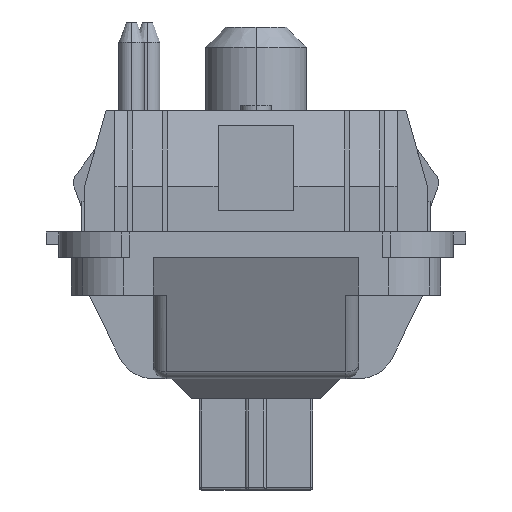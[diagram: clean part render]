
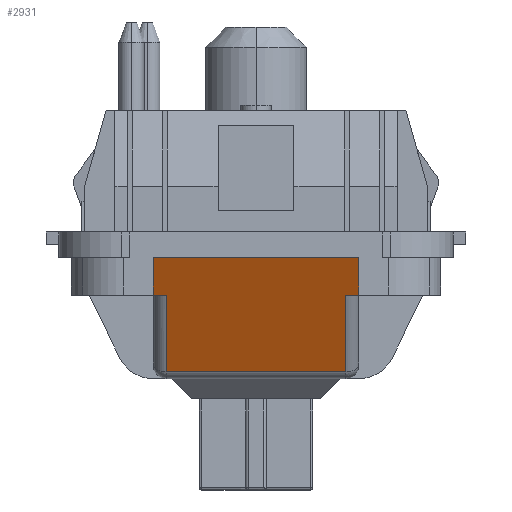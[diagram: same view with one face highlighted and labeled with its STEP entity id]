
A CAD part, left-side view. The second image highlights one B-rep face of the part: STEP entity #2931.
In plain terms, the highlighted planar face has unit normal (-0.902, 0, -0.432).
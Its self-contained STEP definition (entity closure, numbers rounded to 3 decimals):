
#39 = ORIENTED_EDGE ( 'NONE', *, *, #3252, .F. ) ;
#130 = CARTESIAN_POINT ( 'NONE',  ( -5.136, 3.555, -4.516 ) ) ;
#520 = VECTOR ( 'NONE', #3792, 1000. ) ;
#535 = VECTOR ( 'NONE', #1600, 1000. ) ;
#752 = CARTESIAN_POINT ( 'NONE',  ( -7.3, -4.055, 0. ) ) ;
#772 = FACE_OUTER_BOUND ( 'NONE', #4423, .T. ) ;
#1069 = VECTOR ( 'NONE', #8008, 1000. ) ;
#1191 = VERTEX_POINT ( 'NONE', #130 ) ;
#1319 = DIRECTION ( 'NONE',  ( -0.432, 0., 0.902 ) ) ;
#1425 = CARTESIAN_POINT ( 'NONE',  ( -6.581, -3.555, -1.5 ) ) ;
#1489 = VERTEX_POINT ( 'NONE', #8585 ) ;
#1600 = DIRECTION ( 'NONE',  ( 0.432, 0., -0.902 ) ) ;
#1660 = VERTEX_POINT ( 'NONE', #6621 ) ;
#1703 = CARTESIAN_POINT ( 'NONE',  ( -6.581, 3.555, -1.5 ) ) ;
#2810 = EDGE_CURVE ( 'NONE', #9704, #1191, #5310, .T. ) ;
#2931 = ADVANCED_FACE ( 'NONE', ( #772 ), #3198, .F. ) ;
#2949 = CARTESIAN_POINT ( 'NONE',  ( -7.3, 7.3, 0. ) ) ;
#2980 = LINE ( 'NONE', #6954, #9327 ) ;
#3035 = DIRECTION ( 'NONE',  ( 0., -1., 0. ) ) ;
#3124 = CARTESIAN_POINT ( 'NONE',  ( -7.3, -7.3, 0. ) ) ;
#3198 = PLANE ( 'NONE',  #8050 ) ;
#3252 = EDGE_CURVE ( 'NONE', #4922, #1489, #8474, .T. ) ;
#3291 = VERTEX_POINT ( 'NONE', #9871 ) ;
#3400 = DIRECTION ( 'NONE',  ( 0.432, 0., -0.902 ) ) ;
#3405 = LINE ( 'NONE', #8821, #1069 ) ;
#3521 = ORIENTED_EDGE ( 'NONE', *, *, #9348, .T. ) ;
#3792 = DIRECTION ( 'NONE',  ( 0., -1., 0. ) ) ;
#3893 = ORIENTED_EDGE ( 'NONE', *, *, #7063, .T. ) ;
#4044 = EDGE_CURVE ( 'NONE', #7043, #9704, #3405, .T. ) ;
#4423 = EDGE_LOOP ( 'NONE', ( #6170, #4542, #5835, #8693, #3893, #6398, #39, #3521 ) ) ;
#4542 = ORIENTED_EDGE ( 'NONE', *, *, #2810, .T. ) ;
#4557 = VECTOR ( 'NONE', #6512, 1000. ) ;
#4922 = VERTEX_POINT ( 'NONE', #6870 ) ;
#5310 = LINE ( 'NONE', #6149, #7519 ) ;
#5835 = ORIENTED_EDGE ( 'NONE', *, *, #6877, .T. ) ;
#5871 = CARTESIAN_POINT ( 'NONE',  ( -6.581, 4.055, -1.5 ) ) ;
#5955 = DIRECTION ( 'NONE',  ( 0., -1., 0. ) ) ;
#6035 = VECTOR ( 'NONE', #1319, 1000. ) ;
#6149 = CARTESIAN_POINT ( 'NONE',  ( -7.3, 3.555, 0. ) ) ;
#6161 = LINE ( 'NONE', #7688, #520 ) ;
#6170 = ORIENTED_EDGE ( 'NONE', *, *, #4044, .T. ) ;
#6369 = EDGE_CURVE ( 'NONE', #1489, #3291, #7774, .T. ) ;
#6398 = ORIENTED_EDGE ( 'NONE', *, *, #6369, .F. ) ;
#6512 = DIRECTION ( 'NONE',  ( 0.432, 0., -0.902 ) ) ;
#6621 = CARTESIAN_POINT ( 'NONE',  ( -5.136, -3.555, -4.516 ) ) ;
#6646 = LINE ( 'NONE', #7325, #4557 ) ;
#6870 = CARTESIAN_POINT ( 'NONE',  ( -7.3, 4.055, 0. ) ) ;
#6877 = EDGE_CURVE ( 'NONE', #1191, #1660, #2980, .T. ) ;
#6954 = CARTESIAN_POINT ( 'NONE',  ( -5.136, -7.3, -4.516 ) ) ;
#7043 = VERTEX_POINT ( 'NONE', #5871 ) ;
#7063 = EDGE_CURVE ( 'NONE', #9710, #3291, #6161, .T. ) ;
#7137 = EDGE_CURVE ( 'NONE', #1660, #9710, #7864, .T. ) ;
#7189 = CARTESIAN_POINT ( 'NONE',  ( -6.581, -3.555, -1.5 ) ) ;
#7325 = CARTESIAN_POINT ( 'NONE',  ( -7.3, 4.055, 0. ) ) ;
#7519 = VECTOR ( 'NONE', #7943, 1000. ) ;
#7688 = CARTESIAN_POINT ( 'NONE',  ( -6.581, -5.302, -1.5 ) ) ;
#7774 = LINE ( 'NONE', #752, #535 ) ;
#7864 = LINE ( 'NONE', #1425, #6035 ) ;
#7943 = DIRECTION ( 'NONE',  ( 0.432, 0., -0.902 ) ) ;
#8008 = DIRECTION ( 'NONE',  ( 0., -1., 0. ) ) ;
#8050 = AXIS2_PLACEMENT_3D ( 'NONE', #3124, #8755, #3400 ) ;
#8474 = LINE ( 'NONE', #2949, #9565 ) ;
#8585 = CARTESIAN_POINT ( 'NONE',  ( -7.3, -4.055, 0. ) ) ;
#8693 = ORIENTED_EDGE ( 'NONE', *, *, #7137, .T. ) ;
#8755 = DIRECTION ( 'NONE',  ( 0.902, 0., 0.432 ) ) ;
#8821 = CARTESIAN_POINT ( 'NONE',  ( -6.581, 5.302, -1.5 ) ) ;
#9327 = VECTOR ( 'NONE', #3035, 1000. ) ;
#9348 = EDGE_CURVE ( 'NONE', #4922, #7043, #6646, .T. ) ;
#9565 = VECTOR ( 'NONE', #5955, 1000. ) ;
#9704 = VERTEX_POINT ( 'NONE', #1703 ) ;
#9710 = VERTEX_POINT ( 'NONE', #7189 ) ;
#9871 = CARTESIAN_POINT ( 'NONE',  ( -6.581, -4.055, -1.5 ) ) ;
